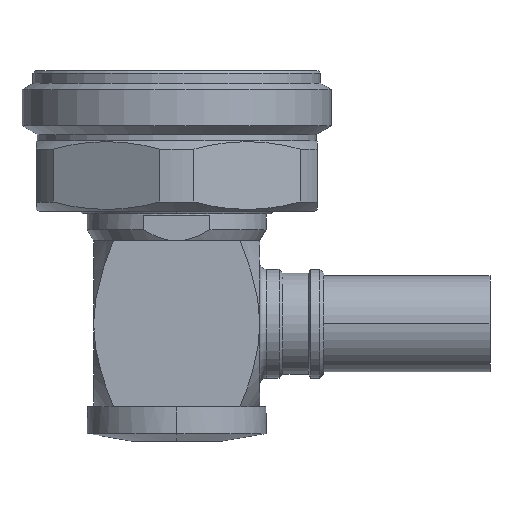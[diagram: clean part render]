
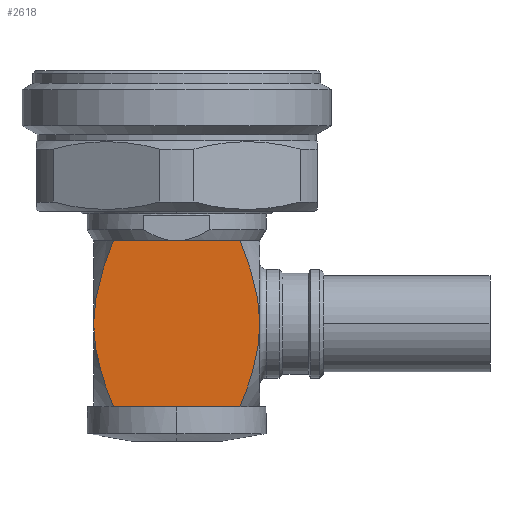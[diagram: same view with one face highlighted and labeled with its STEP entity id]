
A CAD part, left-side view. The second image highlights one B-rep face of the part: STEP entity #2618.
In plain terms, the highlighted planar face has unit normal (-1, 0, 0).
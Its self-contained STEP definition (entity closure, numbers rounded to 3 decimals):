
#95 = AXIS2_PLACEMENT_3D ( 'NONE', #1607, #5241, #3436 ) ;
#246 = CARTESIAN_POINT ( 'NONE',  ( -6.5, 6.5, -20.08 ) ) ;
#274 = EDGE_CURVE ( 'NONE', #4440, #2806, #5770, .T. ) ;
#291 = ORIENTED_EDGE ( 'NONE', *, *, #2318, .T. ) ;
#298 = EDGE_CURVE ( 'NONE', #1157, #1374, #4349, .T. ) ;
#306 = CARTESIAN_POINT ( 'NONE',  ( -6.5, -5.359, -14.344 ) ) ;
#322 = CARTESIAN_POINT ( 'NONE',  ( -6.5, 4.946, -26.3 ) ) ;
#415 = DIRECTION ( 'NONE',  ( 0., -1., 0. ) ) ;
#560 = ORIENTED_EDGE ( 'NONE', *, *, #2846, .T. ) ;
#630 = CARTESIAN_POINT ( 'NONE',  ( -6.5, 6.448, -20.925 ) ) ;
#633 = CARTESIAN_POINT ( 'NONE',  ( -6.5, 6.325, -17.571 ) ) ;
#679 = EDGE_CURVE ( 'NONE', #1947, #1157, #4761, .T. ) ;
#711 = CARTESIAN_POINT ( 'NONE',  ( -6.5, 5.755, -24.201 ) ) ;
#800 = LINE ( 'NONE', #5924, #4318 ) ;
#809 = CARTESIAN_POINT ( 'NONE',  ( -6.5, -4.946, -26.3 ) ) ;
#902 = CARTESIAN_POINT ( 'NONE',  ( -6.5, -6.5, -19.8 ) ) ;
#931 = ORIENTED_EDGE ( 'NONE', *, *, #5108, .T. ) ;
#946 = VERTEX_POINT ( 'NONE', #902 ) ;
#1000 = EDGE_CURVE ( 'NONE', #1374, #4440, #800, .T. ) ;
#1104 = CARTESIAN_POINT ( 'NONE',  ( -6.5, 6.501, -13.3 ) ) ;
#1157 = VERTEX_POINT ( 'NONE', #4204 ) ;
#1295 = CARTESIAN_POINT ( 'NONE',  ( -6.5, -6.181, -22.58 ) ) ;
#1299 = DIRECTION ( 'NONE',  ( 0., -1., 0. ) ) ;
#1316 = ORIENTED_EDGE ( 'NONE', *, *, #274, .F. ) ;
#1374 = VERTEX_POINT ( 'NONE', #2058 ) ;
#1488 = VERTEX_POINT ( 'NONE', #5848 ) ;
#1592 = CARTESIAN_POINT ( 'NONE',  ( -6.5, 0., -13.3 ) ) ;
#1605 = CARTESIAN_POINT ( 'NONE',  ( -6.5, -6.5, -19.8 ) ) ;
#1607 = CARTESIAN_POINT ( 'NONE',  ( -6.5, 6.501, -26.3 ) ) ;
#1708 = CARTESIAN_POINT ( 'NONE',  ( -6.5, -6.448, -20.925 ) ) ;
#1744 = CARTESIAN_POINT ( 'NONE',  ( -6.5, -6.297, -22.034 ) ) ;
#1801 = CARTESIAN_POINT ( 'NONE',  ( -6.5, 6.501, -26.3 ) ) ;
#1947 = VERTEX_POINT ( 'NONE', #322 ) ;
#2005 = CARTESIAN_POINT ( 'NONE',  ( -6.5, 6.5, -18.672 ) ) ;
#2058 = CARTESIAN_POINT ( 'NONE',  ( -6.5, 4.946, -13.3 ) ) ;
#2085 = CARTESIAN_POINT ( 'NONE',  ( -6.5, -6.325, -17.571 ) ) ;
#2149 = CARTESIAN_POINT ( 'NONE',  ( -6.5, 5.73, -15.409 ) ) ;
#2281 = CARTESIAN_POINT ( 'NONE',  ( -6.5, 5.359, -14.344 ) ) ;
#2318 = EDGE_CURVE ( 'NONE', #946, #2806, #4841, .T. ) ;
#2387 = ORIENTED_EDGE ( 'NONE', *, *, #4160, .T. ) ;
#2519 = CARTESIAN_POINT ( 'NONE',  ( -6.5, 6.489, -20.363 ) ) ;
#2618 = ADVANCED_FACE ( 'NONE', ( #3216 ), #4362, .F. ) ;
#2641 = EDGE_CURVE ( 'NONE', #5152, #1488, #3081, .T. ) ;
#2777 = ORIENTED_EDGE ( 'NONE', *, *, #2641, .F. ) ;
#2806 = VERTEX_POINT ( 'NONE', #3200 ) ;
#2846 = EDGE_CURVE ( 'NONE', #5152, #5746, #5783, .T. ) ;
#2999 = CARTESIAN_POINT ( 'NONE',  ( -6.5, 4.946, -26.3 ) ) ;
#3028 = CARTESIAN_POINT ( 'NONE',  ( -6.5, -5.899, -15.947 ) ) ;
#3081 = LINE ( 'NONE', #4771, #4133 ) ;
#3095 = CARTESIAN_POINT ( 'NONE',  ( -6.5, -2.598, -26.3 ) ) ;
#3144 = CARTESIAN_POINT ( 'NONE',  ( -6.5, -6.489, -20.363 ) ) ;
#3200 = CARTESIAN_POINT ( 'NONE',  ( -6.5, -4.946, -13.3 ) ) ;
#3205 = CARTESIAN_POINT ( 'NONE',  ( -6.5, -4.946, -26.3 ) ) ;
#3216 = FACE_OUTER_BOUND ( 'NONE', #5266, .T. ) ;
#3370 = CARTESIAN_POINT ( 'NONE',  ( -6.5, 6.5, -19.8 ) ) ;
#3389 = CARTESIAN_POINT ( 'NONE',  ( -6.5, 5.369, -25.262 ) ) ;
#3436 = DIRECTION ( 'NONE',  ( 0., 0., -1. ) ) ;
#3555 = CARTESIAN_POINT ( 'NONE',  ( -6.5, -5.369, -25.262 ) ) ;
#3558 = B_SPLINE_CURVE_WITH_KNOTS ( 'NONE', 3,
 ( #809, #3555, #5748, #1295, #1744, #4974, #1708, #3144, #3599, #1605 ),
 .UNSPECIFIED., .F., .F.,
 ( 4, 2, 2, 2, 4 ),
 ( 0.007, 0.01, 0.012, 0.013, 0.014 ),
 .UNSPECIFIED. ) ;
#3573 = CARTESIAN_POINT ( 'NONE',  ( -6.5, 5.158, -13.819 ) ) ;
#3599 = CARTESIAN_POINT ( 'NONE',  ( -6.5, -6.5, -20.08 ) ) ;
#3839 = CARTESIAN_POINT ( 'NONE',  ( -6.5, 6.5, -19.8 ) ) ;
#3903 = CARTESIAN_POINT ( 'NONE',  ( -6.5, 6.297, -22.034 ) ) ;
#4037 = CARTESIAN_POINT ( 'NONE',  ( -6.5, 6.501, -26.3 ) ) ;
#4130 = VECTOR ( 'NONE', #4524, 1000. ) ;
#4133 = VECTOR ( 'NONE', #5752, 1000. ) ;
#4160 = EDGE_CURVE ( 'NONE', #5746, #946, #3558, .T. ) ;
#4204 = CARTESIAN_POINT ( 'NONE',  ( -6.5, 6.5, -19.8 ) ) ;
#4318 = VECTOR ( 'NONE', #415, 1000. ) ;
#4349 = B_SPLINE_CURVE_WITH_KNOTS ( 'NONE', 3,
 ( #3370, #2005, #633, #5678, #2149, #2281, #3573, #5423 ),
 .UNSPECIFIED., .F., .F.,
 ( 4, 2, 2, 4 ),
 ( 0.014, 0.017, 0.019, 0.021 ),
 .UNSPECIFIED. ) ;
#4362 = PLANE ( 'NONE',  #95 ) ;
#4374 = CARTESIAN_POINT ( 'NONE',  ( -6.5, -6.5, -19.8 ) ) ;
#4386 = CARTESIAN_POINT ( 'NONE',  ( -6.5, 6.181, -22.58 ) ) ;
#4417 = CARTESIAN_POINT ( 'NONE',  ( -6.5, -4.946, -13.3 ) ) ;
#4440 = VERTEX_POINT ( 'NONE', #1592 ) ;
#4524 = DIRECTION ( 'NONE',  ( 0., -1., 0. ) ) ;
#4566 = LINE ( 'NONE', #4037, #5493 ) ;
#4760 = CARTESIAN_POINT ( 'NONE',  ( -6.5, 6.417, -21.204 ) ) ;
#4761 = B_SPLINE_CURVE_WITH_KNOTS ( 'NONE', 3,
 ( #2999, #3389, #711, #4386, #3903, #4760, #630, #2519, #246, #3839 ),
 .UNSPECIFIED., .F., .F.,
 ( 4, 2, 2, 2, 4 ),
 ( 0.007, 0.01, 0.012, 0.013, 0.014 ),
 .UNSPECIFIED. ) ;
#4771 = CARTESIAN_POINT ( 'NONE',  ( -6.5, 6.501, -26.3 ) ) ;
#4841 = B_SPLINE_CURVE_WITH_KNOTS ( 'NONE', 3,
 ( #4374, #4909, #2085, #3028, #5336, #306, #5290, #4417 ),
 .UNSPECIFIED., .F., .F.,
 ( 4, 2, 2, 4 ),
 ( 0.014, 0.017, 0.019, 0.021 ),
 .UNSPECIFIED. ) ;
#4909 = CARTESIAN_POINT ( 'NONE',  ( -6.5, -6.5, -18.672 ) ) ;
#4948 = ORIENTED_EDGE ( 'NONE', *, *, #298, .F. ) ;
#4974 = CARTESIAN_POINT ( 'NONE',  ( -6.5, -6.417, -21.204 ) ) ;
#5108 = EDGE_CURVE ( 'NONE', #1947, #1488, #4566, .T. ) ;
#5152 = VERTEX_POINT ( 'NONE', #3095 ) ;
#5241 = DIRECTION ( 'NONE',  ( 1., 0., 0. ) ) ;
#5266 = EDGE_LOOP ( 'NONE', ( #5529, #931, #2777, #560, #2387, #291, #1316, #5796, #4948 ) ) ;
#5290 = CARTESIAN_POINT ( 'NONE',  ( -6.5, -5.158, -13.819 ) ) ;
#5336 = CARTESIAN_POINT ( 'NONE',  ( -6.5, -5.73, -15.409 ) ) ;
#5423 = CARTESIAN_POINT ( 'NONE',  ( -6.5, 4.946, -13.3 ) ) ;
#5480 = VECTOR ( 'NONE', #5702, 1000. ) ;
#5493 = VECTOR ( 'NONE', #1299, 1000. ) ;
#5529 = ORIENTED_EDGE ( 'NONE', *, *, #679, .F. ) ;
#5678 = CARTESIAN_POINT ( 'NONE',  ( -6.5, 5.899, -15.947 ) ) ;
#5702 = DIRECTION ( 'NONE',  ( 0., -1., 0. ) ) ;
#5746 = VERTEX_POINT ( 'NONE', #3205 ) ;
#5748 = CARTESIAN_POINT ( 'NONE',  ( -6.5, -5.755, -24.201 ) ) ;
#5752 = DIRECTION ( 'NONE',  ( 0., 1., 0. ) ) ;
#5770 = LINE ( 'NONE', #1104, #5480 ) ;
#5783 = LINE ( 'NONE', #1801, #4130 ) ;
#5796 = ORIENTED_EDGE ( 'NONE', *, *, #1000, .F. ) ;
#5848 = CARTESIAN_POINT ( 'NONE',  ( -6.5, 2.598, -26.3 ) ) ;
#5924 = CARTESIAN_POINT ( 'NONE',  ( -6.5, 6.501, -13.3 ) ) ;
